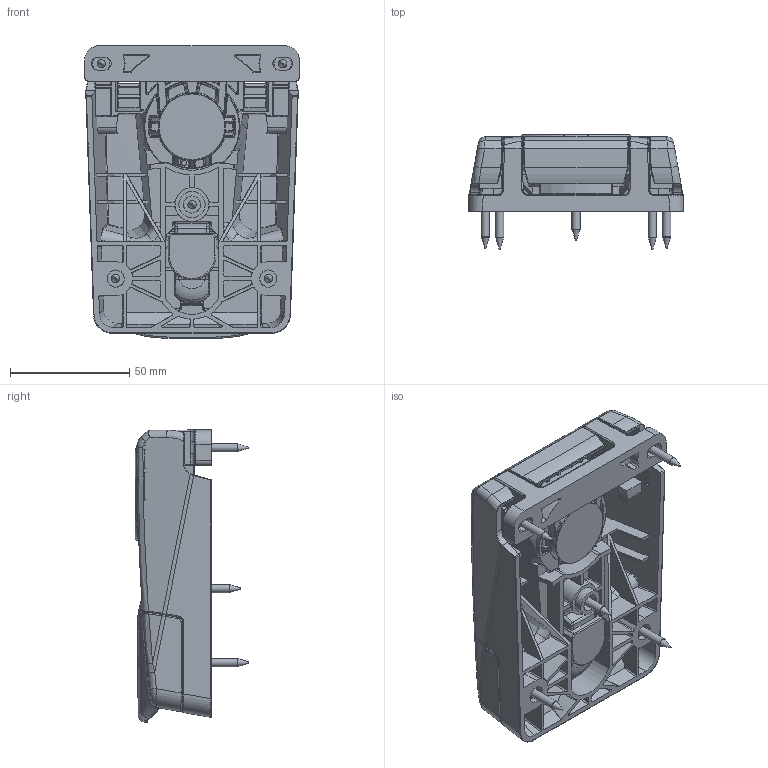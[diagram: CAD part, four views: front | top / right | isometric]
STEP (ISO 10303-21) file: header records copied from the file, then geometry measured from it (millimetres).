
FILE_DESCRIPTION (( 'STEP AP214' ), '1' );
FILE_NAME ('2651-440014-00_Industrilas.step', '2025-08-26T13:24:34', ( '' ), ( '' ), 'SwSTEP 2.0', 'SolidWorks 2010', '' );
FILE_SCHEMA (( 'AUTOMOTIVE_DESIGN' ));
Length unit declared in the file: millimetre
Products named in the file (3): Insert_2651-440014-00_Industrilas_2651-440014-00_Industrilas; 2651-440014-00_Industrilas; Hinge_2651-440014-00_Industrilas_2651-440014-00_Industrilas
Assembly tree (2 placements, depth 2):
  2651-440014-00_Industrilas
    Insert_2651-440014-00_Industrilas_2651-440014-00_Industrilas
    Hinge_2651-440014-00_Industrilas_2651-440014-00_Industrilas
Bounding box: 90 x 47.7 x 122.5 mm (x, y, z)
Volume: 132000.4 mm3; surface area: 97893 mm2
Topology: 13 solids, 13 shells, 4197 faces, 10208 edges, 5934 vertices
Faces by surface type: bspline 1306, cylinder 1210, plane 971, torus 389, sphere 237, cone 84
Full cylindrical faces by diameter (mm): 3.5 x5, 3.7 x1, 4 x2, 6 x1, 7.2 x3, 8.2 x5, 11 x1, 12 x1, 14.2 x1, 15.9 x2, 16 x1, 28 x1
Entity records: 189094 total; most frequent: CARTESIAN_POINT 65523, ORIENTED_EDGE 19702, DIRECTION 15762, EDGE_CURVE 9851, AXIS2_PLACEMENT_3D 6241, VERTEX_POINT 5845, EDGE_LOOP 4406, FACE_OUTER_BOUND 4257
